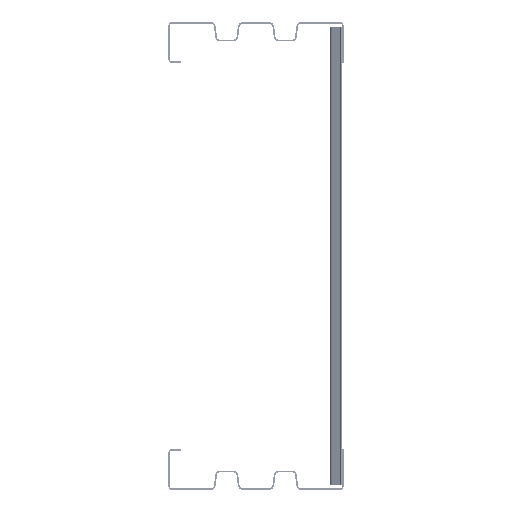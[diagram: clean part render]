
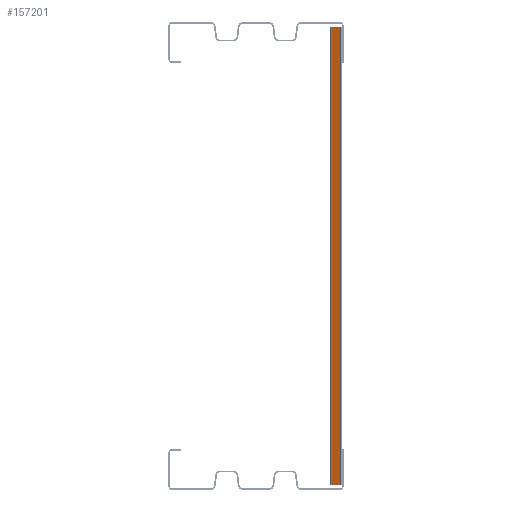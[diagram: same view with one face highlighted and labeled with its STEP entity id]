
A CAD part, left-side view. The second image highlights one B-rep face of the part: STEP entity #157201.
In plain terms, the highlighted planar face has unit normal (-0.94, 0.342, 0).
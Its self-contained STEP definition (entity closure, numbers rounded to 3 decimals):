
#99128=DIRECTION('',(0.,0.,1.));
#99129=VECTOR('',#99128,392.);
#99130=CARTESIAN_POINT('',(-1410.464,1.858,-196.));
#99131=LINE('',#99130,#99129);
#99136=DIRECTION('',(0.,0.,1.));
#99137=VECTOR('',#99136,392.);
#99138=CARTESIAN_POINT('',(-1408.027,8.552,-196.));
#99139=LINE('',#99138,#99137);
#102276=DIRECTION('',(-0.342,-0.94,0.));
#102277=VECTOR('',#102276,7.124);
#102278=CARTESIAN_POINT('',(-1408.027,8.552,-196.));
#102279=LINE('',#102278,#102277);
#102314=DIRECTION('',(-0.342,-0.94,0.));
#102315=VECTOR('',#102314,7.124);
#102316=CARTESIAN_POINT('',(-1408.027,8.552,196.));
#102317=LINE('',#102316,#102315);
#120088=CARTESIAN_POINT('',(-1408.027,8.552,-196.));
#120089=VERTEX_POINT('',#120088);
#120090=CARTESIAN_POINT('',(-1410.464,1.858,-196.));
#120091=VERTEX_POINT('',#120090);
#128768=CARTESIAN_POINT('',(-1408.027,8.552,196.));
#128769=VERTEX_POINT('',#128768);
#128770=CARTESIAN_POINT('',(-1410.464,1.858,196.));
#128771=VERTEX_POINT('',#128770);
#157187=CARTESIAN_POINT('',(-1408.027,8.552,-305.));
#157188=DIRECTION('',(-0.94,0.342,0.));
#157189=DIRECTION('',(-0.342,-0.94,0.));
#157190=AXIS2_PLACEMENT_3D('',#157187,#157188,#157189);
#157191=PLANE('',#157190);
#157193=ORIENTED_EDGE('',*,*,#157192,.T.);
#157195=ORIENTED_EDGE('',*,*,#157194,.T.);
#157196=ORIENTED_EDGE('',*,*,#157177,.F.);
#157198=ORIENTED_EDGE('',*,*,#157197,.F.);
#157199=EDGE_LOOP('',(#157193,#157195,#157196,#157198));
#157200=FACE_OUTER_BOUND('',#157199,.F.);
#157201=ADVANCED_FACE('',(#157200),#157191,.T.);
#157177=EDGE_CURVE('',#120091,#128771,#99131,.T.);
#157192=EDGE_CURVE('',#120089,#128769,#99139,.T.);
#157194=EDGE_CURVE('',#128769,#128771,#102317,.T.);
#157197=EDGE_CURVE('',#120089,#120091,#102279,.T.);
